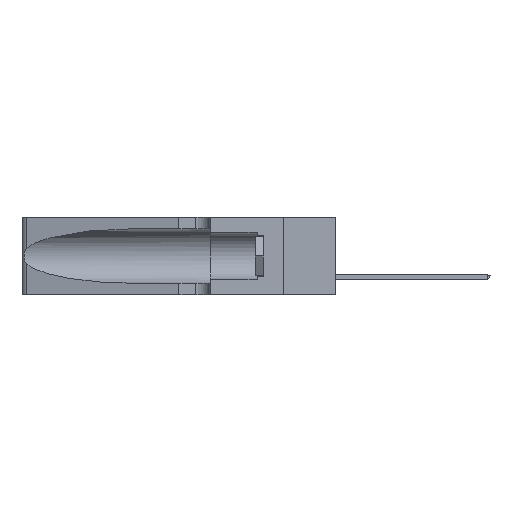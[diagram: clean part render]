
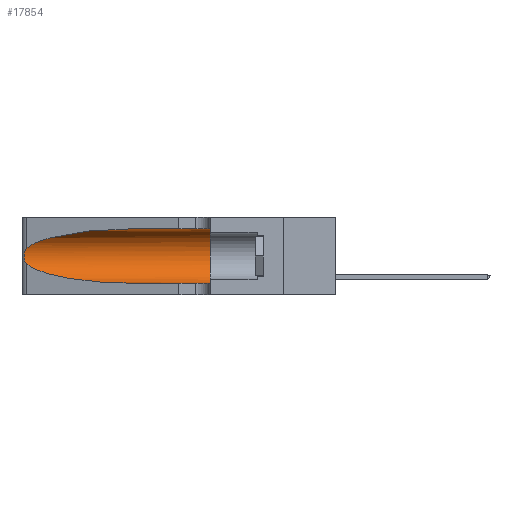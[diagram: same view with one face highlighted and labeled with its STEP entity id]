
A CAD part, left-side view. The second image highlights one B-rep face of the part: STEP entity #17854.
In plain terms, the highlighted cylindrical face has radius 3.308 mm (diameter 6.617 mm), a partial arc.
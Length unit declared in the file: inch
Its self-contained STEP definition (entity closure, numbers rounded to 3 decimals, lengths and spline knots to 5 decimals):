
#221 = EDGE_CURVE ( 'NONE', #5489, #29068, #7802, .T. ) ;
#1444 = DIRECTION ( 'NONE',  ( 0., 1., 0. ) ) ;
#1565 = CARTESIAN_POINT ( 'NONE',  ( 0.25487, 1.22718, 0.22369 ) ) ;
#1872 = CARTESIAN_POINT ( 'NONE',  ( 0.25639, 1.23184, 0.21858 ) ) ;
#2127 = CARTESIAN_POINT ( 'NONE',  ( 0.25555, 1.22994, 0.2215 ) ) ;
#2383 = EDGE_CURVE ( 'NONE', #4014, #5489, #13607, .T. ) ;
#3381 = ORIENTED_EDGE ( 'NONE', *, *, #221, .T. ) ;
#4001 = VERTEX_POINT ( 'NONE', #21423 ) ;
#4014 = VERTEX_POINT ( 'NONE', #1565 ) ;
#4078 = CARTESIAN_POINT ( 'NONE',  ( 0.25487, 1.22718, 0.14631 ) ) ;
#4685 = CARTESIAN_POINT ( 'NONE',  ( 0.25787, 1.23484, 0.2124 ) ) ;
#4930 = CARTESIAN_POINT ( 'NONE',  ( 0.25854, 1.2359, 0.20912 ) ) ;
#5258 = CARTESIAN_POINT ( 'NONE',  ( 0.2373, 1.15595, 0.28018 ) ) ;
#5393 = DIRECTION ( 'NONE',  ( 0., -1., 0. ) ) ;
#5489 = VERTEX_POINT ( 'NONE', #18909 ) ;
#6609 = CARTESIAN_POINT ( 'NONE',  ( 0.1305, 1.61858, 0.185 ) ) ;
#6744 = AXIS2_PLACEMENT_3D ( 'NONE', #23768, #1444, #26961 ) ;
#7662 = CARTESIAN_POINT ( 'NONE',  ( 0.26017, 1.23833, 0.17102 ) ) ;
#7802 =( BOUNDED_CURVE ( )  B_SPLINE_CURVE ( 3, ( #4078, #12194, #32109, #15183 ),
 .UNSPECIFIED., .F., .F. ) 
 B_SPLINE_CURVE_WITH_KNOTS ( ( 4, 4 ),
 ( 3.44316, 4.71239 ),
 .UNSPECIFIED. ) 
 CURVE ( )  GEOMETRIC_REPRESENTATION_ITEM ( )  RATIONAL_B_SPLINE_CURVE ( ( 1., 0.87, 0.87, 1. ) ) 
 REPRESENTATION_ITEM ( '' )  );
#8079 = VECTOR ( 'NONE', #16956, 39.37008 ) ;
#10159 = CARTESIAN_POINT ( 'NONE',  ( 0.26075, 1.23896, 0.178 ) ) ;
#10701 = VECTOR ( 'NONE', #5393, 39.37008 ) ;
#10762 = CARTESIAN_POINT ( 'NONE',  ( 0.25487, 1.22718, 0.22369 ) ) ;
#11199 = ORIENTED_EDGE ( 'NONE', *, *, #33949, .F. ) ;
#11952 = CARTESIAN_POINT ( 'NONE',  ( 0.1305, 0.35, 0.31525 ) ) ;
#12194 = CARTESIAN_POINT ( 'NONE',  ( 0.2373, 1.15595, 0.08982 ) ) ;
#12509 = CARTESIAN_POINT ( 'NONE',  ( 0.1305, 0.35, 0.05475 ) ) ;
#13552 = CARTESIAN_POINT ( 'NONE',  ( 0.1305, 1.61858, 0.31525 ) ) ;
#13579 = CARTESIAN_POINT ( 'NONE',  ( 0.26018, 1.23835, 0.19895 ) ) ;
#13607 = B_SPLINE_CURVE_WITH_KNOTS ( 'NONE', 3,
 ( #32970, #2127, #1872, #4685, #4930, #13579, #29983, #10159, #7662, #16049, #33215, #35697, #27247, #24566 ),
 .UNSPECIFIED., .F., .F.,
 ( 4, 2, 2, 2, 2, 2, 4 ),
 ( 0., 0.00027, 0.00053, 0.00107, 0.0016, 0.00187, 0.00214 ),
 .UNSPECIFIED. ) ;
#14177 = ORIENTED_EDGE ( 'NONE', *, *, #19034, .F. ) ;
#15183 = CARTESIAN_POINT ( 'NONE',  ( 0.1305, 0.72297, 0.05475 ) ) ;
#16049 = CARTESIAN_POINT ( 'NONE',  ( 0.25856, 1.23593, 0.16098 ) ) ;
#16956 = DIRECTION ( 'NONE',  ( 0., -1., 0. ) ) ;
#17333 = LINE ( 'NONE', #13552, #10701 ) ;
#17434 = FACE_OUTER_BOUND ( 'NONE', #33380, .T. ) ;
#17854 = ADVANCED_FACE ( 'NONE', ( #17434 ), #20985, .F. ) ;
#18909 = CARTESIAN_POINT ( 'NONE',  ( 0.25487, 1.22718, 0.14631 ) ) ;
#19034 = EDGE_CURVE ( 'NONE', #4001, #26295, #17333, .T. ) ;
#19513 = ORIENTED_EDGE ( 'NONE', *, *, #34269, .T. ) ;
#19592 = ORIENTED_EDGE ( 'NONE', *, *, #2383, .T. ) ;
#20985 = CYLINDRICAL_SURFACE ( 'NONE', #34969, 0.13025 ) ;
#21423 = CARTESIAN_POINT ( 'NONE',  ( 0.1305, 0.72297, 0.31525 ) ) ;
#22036 = CARTESIAN_POINT ( 'NONE',  ( 0.18966, 0.96281, 0.31525 ) ) ;
#22173 = CARTESIAN_POINT ( 'NONE',  ( 0.1305, 0.72297, 0.31525 ) ) ;
#23768 = CARTESIAN_POINT ( 'NONE',  ( 0.1305, 0.35, 0.185 ) ) ;
#24566 = CARTESIAN_POINT ( 'NONE',  ( 0.25487, 1.22718, 0.14631 ) ) ;
#26295 = VERTEX_POINT ( 'NONE', #11952 ) ;
#26961 = DIRECTION ( 'NONE',  ( 0., 0., 1. ) ) ;
#27247 = CARTESIAN_POINT ( 'NONE',  ( 0.25555, 1.22993, 0.14849 ) ) ;
#28075 = CARTESIAN_POINT ( 'NONE',  ( 0.1305, 0.72297, 0.05475 ) ) ;
#28441 = LINE ( 'NONE', #36614, #8079 ) ;
#28745 = VERTEX_POINT ( 'NONE', #12509 ) ;
#28803 = DIRECTION ( 'NONE',  ( 0., 0., -1. ) ) ;
#29050 = EDGE_CURVE ( 'NONE', #4001, #4014, #33254, .T. ) ;
#29068 = VERTEX_POINT ( 'NONE', #28075 ) ;
#29983 = CARTESIAN_POINT ( 'NONE',  ( 0.26075, 1.23896, 0.19203 ) ) ;
#32032 = DIRECTION ( 'NONE',  ( 0., -1., 0. ) ) ;
#32109 = CARTESIAN_POINT ( 'NONE',  ( 0.18966, 0.96281, 0.05475 ) ) ;
#32970 = CARTESIAN_POINT ( 'NONE',  ( 0.25487, 1.22718, 0.22369 ) ) ;
#33215 = CARTESIAN_POINT ( 'NONE',  ( 0.25789, 1.23486, 0.15765 ) ) ;
#33254 =( BOUNDED_CURVE ( )  B_SPLINE_CURVE ( 3, ( #22173, #22036, #5258, #10762 ),
 .UNSPECIFIED., .F., .T. ) 
 B_SPLINE_CURVE_WITH_KNOTS ( ( 4, 4 ),
 ( 1.5708, 2.84003 ),
 .UNSPECIFIED. ) 
 CURVE ( )  GEOMETRIC_REPRESENTATION_ITEM ( )  RATIONAL_B_SPLINE_CURVE ( ( 1., 0.87, 0.87, 1. ) ) 
 REPRESENTATION_ITEM ( '' )  );
#33380 = EDGE_LOOP ( 'NONE', ( #33602, #19592, #3381, #19513, #11199, #14177 ) ) ;
#33602 = ORIENTED_EDGE ( 'NONE', *, *, #29050, .T. ) ;
#33837 = CIRCLE ( 'NONE', #6744, 0.13025 ) ;
#33949 = EDGE_CURVE ( 'NONE', #26295, #28745, #33837, .T. ) ;
#34269 = EDGE_CURVE ( 'NONE', #29068, #28745, #28441, .T. ) ;
#34969 = AXIS2_PLACEMENT_3D ( 'NONE', #6609, #32032, #28803 ) ;
#35697 = CARTESIAN_POINT ( 'NONE',  ( 0.25639, 1.23186, 0.15144 ) ) ;
#36614 = CARTESIAN_POINT ( 'NONE',  ( 0.1305, 1.61858, 0.05475 ) ) ;
